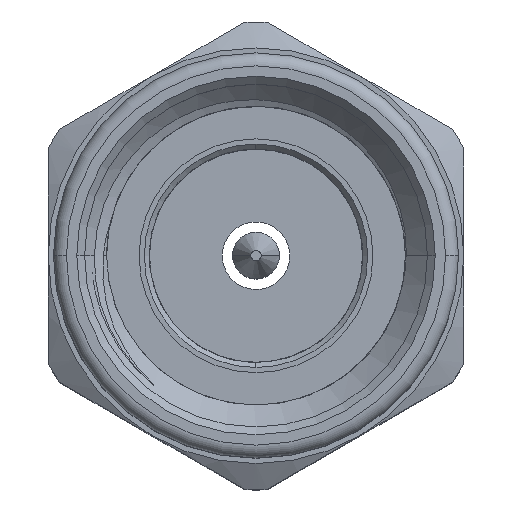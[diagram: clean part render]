
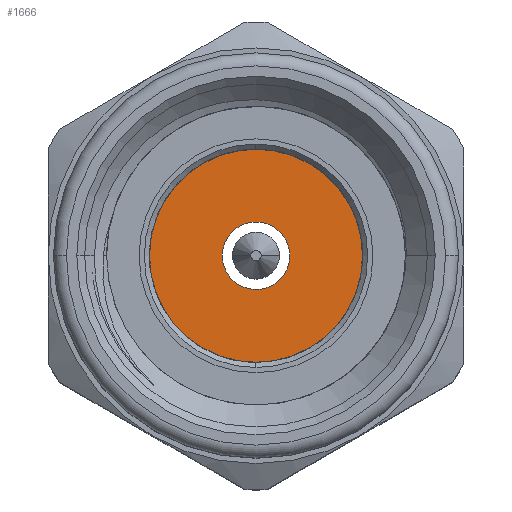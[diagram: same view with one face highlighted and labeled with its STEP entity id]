
A CAD part, top view. The second image highlights one B-rep face of the part: STEP entity #1666.
In plain terms, the highlighted planar face has unit normal (0, 0, 1).
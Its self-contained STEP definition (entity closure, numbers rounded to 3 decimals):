
#18 = ORIENTED_EDGE ( 'NONE', *, *, #1884, .F. ) ;
#36 = ORIENTED_EDGE ( 'NONE', *, *, #2474, .T. ) ;
#55 = AXIS2_PLACEMENT_3D ( 'NONE', #1812, #1785, #1610 ) ;
#70 = CIRCLE ( 'NONE', #1231, 2.055 ) ;
#100 = EDGE_CURVE ( 'NONE', #193, #1881, #70, .T. ) ;
#131 = DIRECTION ( 'NONE',  ( -0.453, 0.891, 0. ) ) ;
#189 = EDGE_LOOP ( 'NONE', ( #1616, #18 ) ) ;
#193 = VERTEX_POINT ( 'NONE', #967 ) ;
#320 = CIRCLE ( 'NONE', #760, 2.055 ) ;
#396 = CARTESIAN_POINT ( 'NONE',  ( -0.294, 0.579, 16.9 ) ) ;
#483 = ORIENTED_EDGE ( 'NONE', *, *, #952, .T. ) ;
#588 = FACE_OUTER_BOUND ( 'NONE', #189, .T. ) ;
#590 = VERTEX_POINT ( 'NONE', #2369 ) ;
#750 = CARTESIAN_POINT ( 'NONE',  ( 0.931, -1.832, 16.9 ) ) ;
#760 = AXIS2_PLACEMENT_3D ( 'NONE', #763, #1371, #1532 ) ;
#763 = CARTESIAN_POINT ( 'NONE',  ( 0., 0., 16.9 ) ) ;
#811 = FACE_BOUND ( 'NONE', #956, .T. ) ;
#868 = CARTESIAN_POINT ( 'NONE',  ( 0., 0., 16.9 ) ) ;
#952 = EDGE_CURVE ( 'NONE', #590, #2443, #1090, .T. ) ;
#956 = EDGE_LOOP ( 'NONE', ( #483, #36 ) ) ;
#967 = CARTESIAN_POINT ( 'NONE',  ( -0.931, 1.832, 16.9 ) ) ;
#978 = DIRECTION ( 'NONE',  ( 0., 0., 1. ) ) ;
#1090 = CIRCLE ( 'NONE', #1439, 0.65 ) ;
#1174 = PLANE ( 'NONE',  #2020 ) ;
#1220 = DIRECTION ( 'NONE',  ( 0.453, -0.891, 0. ) ) ;
#1231 = AXIS2_PLACEMENT_3D ( 'NONE', #2173, #1564, #131 ) ;
#1289 = DIRECTION ( 'NONE',  ( -0.453, 0.891, 0. ) ) ;
#1371 = DIRECTION ( 'NONE',  ( 0., 0., -1. ) ) ;
#1439 = AXIS2_PLACEMENT_3D ( 'NONE', #868, #1854, #1289 ) ;
#1532 = DIRECTION ( 'NONE',  ( -0.453, 0.891, 0. ) ) ;
#1564 = DIRECTION ( 'NONE',  ( 0., 0., -1. ) ) ;
#1610 = DIRECTION ( 'NONE',  ( -0.453, 0.891, 0. ) ) ;
#1616 = ORIENTED_EDGE ( 'NONE', *, *, #100, .F. ) ;
#1666 = ADVANCED_FACE ( 'NONE', ( #811, #588 ), #1174, .T. ) ;
#1785 = DIRECTION ( 'NONE',  ( 0., 0., -1. ) ) ;
#1812 = CARTESIAN_POINT ( 'NONE',  ( 0., 0., 16.9 ) ) ;
#1854 = DIRECTION ( 'NONE',  ( 0., 0., -1. ) ) ;
#1879 = CIRCLE ( 'NONE', #55, 0.65 ) ;
#1881 = VERTEX_POINT ( 'NONE', #750 ) ;
#1884 = EDGE_CURVE ( 'NONE', #1881, #193, #320, .T. ) ;
#2020 = AXIS2_PLACEMENT_3D ( 'NONE', #396, #978, #1220 ) ;
#2173 = CARTESIAN_POINT ( 'NONE',  ( 0., 0., 16.9 ) ) ;
#2369 = CARTESIAN_POINT ( 'NONE',  ( -0.294, 0.579, 16.9 ) ) ;
#2443 = VERTEX_POINT ( 'NONE', #2617 ) ;
#2474 = EDGE_CURVE ( 'NONE', #2443, #590, #1879, .T. ) ;
#2617 = CARTESIAN_POINT ( 'NONE',  ( 0.294, -0.579, 16.9 ) ) ;
